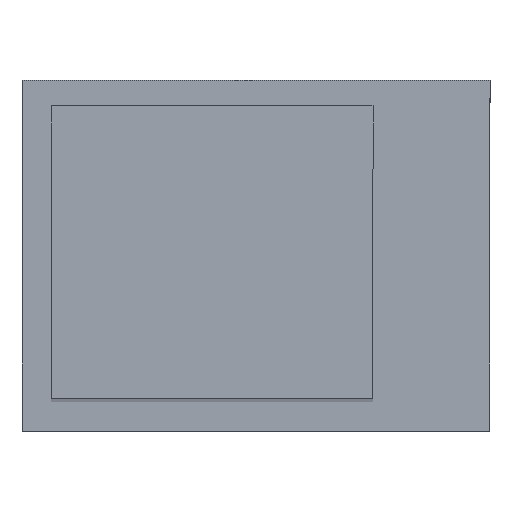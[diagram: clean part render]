
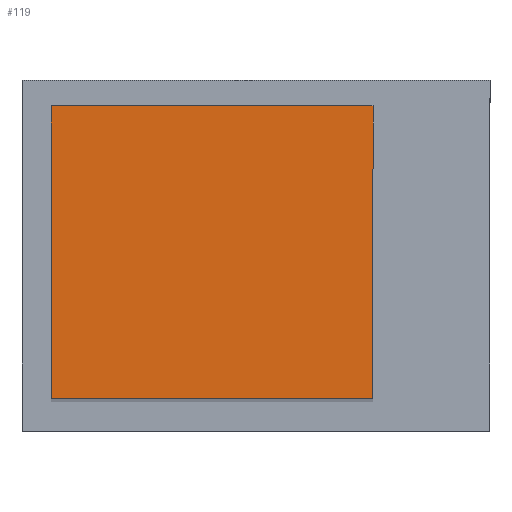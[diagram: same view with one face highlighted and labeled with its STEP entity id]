
A CAD part, top view. The second image highlights one B-rep face of the part: STEP entity #119.
In plain terms, the highlighted planar face has unit normal (0, 0, 1).
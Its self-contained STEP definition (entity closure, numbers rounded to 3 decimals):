
#53=LINE('',#717,#81);
#54=LINE('',#720,#82);
#55=LINE('',#722,#83);
#56=LINE('',#724,#84);
#81=VECTOR('',#536,1.);
#82=VECTOR('',#537,1.);
#83=VECTOR('',#538,1.);
#84=VECTOR('',#539,1.);
#103=FACE_OUTER_BOUND('',#191,.T.);
#119=ADVANCED_FACE('',(#103),#139,.T.);
#139=PLANE('',#462);
#191=EDGE_LOOP('',(#244,#245,#246,#247));
#244=ORIENTED_EDGE('',*,*,#355,.F.);
#245=ORIENTED_EDGE('',*,*,#356,.T.);
#246=ORIENTED_EDGE('',*,*,#357,.T.);
#247=ORIENTED_EDGE('',*,*,#358,.T.);
#320=VERTEX_POINT('',#718);
#321=VERTEX_POINT('',#719);
#322=VERTEX_POINT('',#721);
#323=VERTEX_POINT('',#723);
#355=EDGE_CURVE('',#320,#321,#53,.T.);
#356=EDGE_CURVE('',#320,#322,#54,.T.);
#357=EDGE_CURVE('',#322,#323,#55,.T.);
#358=EDGE_CURVE('',#323,#321,#56,.T.);
#462=AXIS2_PLACEMENT_3D('',#725,#540,#541);
#536=DIRECTION('',(0.,-1.,0.));
#537=DIRECTION('',(-1.,0.,0.));
#538=DIRECTION('',(0.,-1.,0.));
#539=DIRECTION('',(1.,0.,0.));
#540=DIRECTION('',(0.,0.,1.));
#541=DIRECTION('',(0.,1.,0.));
#717=CARTESIAN_POINT('',(0.,11.,0.));
#718=CARTESIAN_POINT('',(0.,10.,0.));
#719=CARTESIAN_POINT('',(0.,0.,0.));
#720=CARTESIAN_POINT('',(0.,10.,0.));
#721=CARTESIAN_POINT('',(-11.,10.,0.));
#722=CARTESIAN_POINT('',(-11.,10.,0.));
#723=CARTESIAN_POINT('',(-11.,0.,0.));
#724=CARTESIAN_POINT('',(0.,0.,0.));
#725=CARTESIAN_POINT('',(0.,11.,0.));
